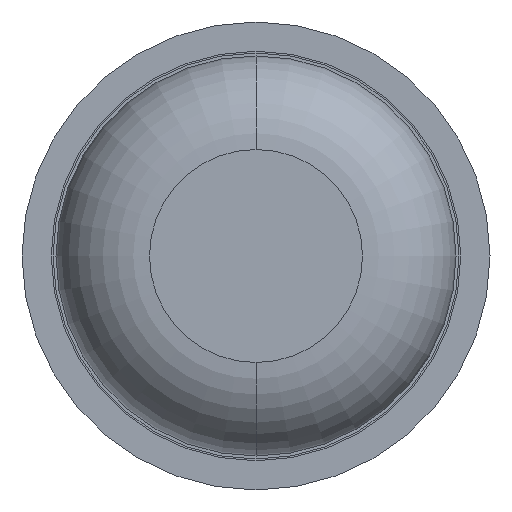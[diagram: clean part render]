
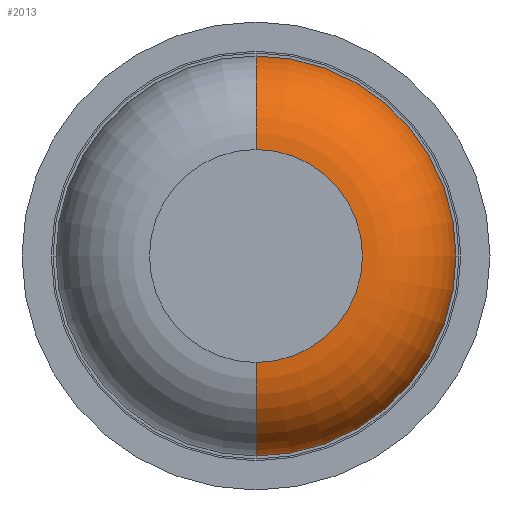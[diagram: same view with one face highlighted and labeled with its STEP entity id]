
A CAD part, front view. The second image highlights one B-rep face of the part: STEP entity #2013.
In plain terms, the highlighted toroidal (fillet/blend) face has major radius 0.91 mm and minor radius 0.8 mm.
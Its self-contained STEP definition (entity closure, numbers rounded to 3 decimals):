
#375 = VERTEX_POINT ( 'NONE', #442 ) ;
#442 = CARTESIAN_POINT ( 'NONE',  ( 0., -30., 0.91 ) ) ;
#563 = EDGE_CURVE ( 'Defeature ausgef�hrt1_2+Defeature ausgef�hrt1_10+Defeature ausgef�hrt1_10+Defeature ausgef�hrt1_10', #1365, #2063, #1396, .T. ) ;
#792 = DIRECTION ( 'NONE',  ( 0., 0., 1. ) ) ;
#851 = DIRECTION ( 'NONE',  ( 1., 0., 0. ) ) ;
#884 = EDGE_LOOP ( 'NONE', ( #3093, #1866, #3716, #1111 ) ) ;
#986 = TOROIDAL_SURFACE ( 'NONE', #1271, 0.91, 0.8 ) ;
#1104 = CARTESIAN_POINT ( 'NONE',  ( 0., -29.2, 0.91 ) ) ;
#1108 = AXIS2_PLACEMENT_3D ( 'NONE', #1104, #3034, #792 ) ;
#1111 = ORIENTED_EDGE ( 'NONE', *, *, #3027, .F. ) ;
#1174 = DIRECTION ( 'NONE',  ( 0., 1., 0. ) ) ;
#1176 = CARTESIAN_POINT ( 'NONE',  ( 0., -29.2, -0.91 ) ) ;
#1257 = EDGE_CURVE ( 'Defeature ausgef�hrt1_0+Defeature ausgef�hrt1_10+Defeature ausgef�hrt1_10+Defeature ausgef�hrt1_10', #4023, #375, #3325, .T. ) ;
#1271 = AXIS2_PLACEMENT_3D ( 'NONE', #3105, #1174, #2451 ) ;
#1285 = DIRECTION ( 'NONE',  ( 0., 1., 0. ) ) ;
#1319 = DIRECTION ( 'NONE',  ( 0., 0., 1. ) ) ;
#1365 = VERTEX_POINT ( 'NONE', #3524 ) ;
#1396 = CIRCLE ( 'NONE', #1960, 1.71 ) ;
#1477 = DIRECTION ( 'NONE',  ( 0., 0., -1. ) ) ;
#1866 = ORIENTED_EDGE ( 'NONE', *, *, #3803, .T. ) ;
#1960 = AXIS2_PLACEMENT_3D ( 'NONE', #2219, #1285, #3897 ) ;
#2013 = ADVANCED_FACE ( 'Defeature ausgef�hrt1_10', ( #3116 ), #986, .T. ) ;
#2063 = VERTEX_POINT ( 'NONE', #4177 ) ;
#2100 = AXIS2_PLACEMENT_3D ( 'NONE', #1176, #851, #1477 ) ;
#2196 = CIRCLE ( 'NONE', #2100, 0.8 ) ;
#2197 = CARTESIAN_POINT ( 'NONE',  ( 0., -30., -0.91 ) ) ;
#2219 = CARTESIAN_POINT ( 'NONE',  ( 0., -29.2, 0. ) ) ;
#2451 = DIRECTION ( 'NONE',  ( 0., 0., 1. ) ) ;
#2524 = CARTESIAN_POINT ( 'NONE',  ( 0., -30., 0. ) ) ;
#3027 = EDGE_CURVE ( 'NONE', #375, #1365, #3332, .T. ) ;
#3034 = DIRECTION ( 'NONE',  ( -1., 0., 0. ) ) ;
#3093 = ORIENTED_EDGE ( 'NONE', *, *, #1257, .F. ) ;
#3105 = CARTESIAN_POINT ( 'NONE',  ( 0., -29.2, 0. ) ) ;
#3116 = FACE_OUTER_BOUND ( 'NONE', #884, .T. ) ;
#3325 = CIRCLE ( 'NONE', #3628, 0.91 ) ;
#3332 = CIRCLE ( 'NONE', #1108, 0.8 ) ;
#3524 = CARTESIAN_POINT ( 'NONE',  ( 0., -29.2, 1.71 ) ) ;
#3563 = DIRECTION ( 'NONE',  ( 0., -1., 0. ) ) ;
#3628 = AXIS2_PLACEMENT_3D ( 'NONE', #2524, #3563, #1319 ) ;
#3716 = ORIENTED_EDGE ( 'NONE', *, *, #563, .F. ) ;
#3803 = EDGE_CURVE ( 'NONE', #4023, #2063, #2196, .T. ) ;
#3897 = DIRECTION ( 'NONE',  ( 0., 0., 1. ) ) ;
#4023 = VERTEX_POINT ( 'NONE', #2197 ) ;
#4177 = CARTESIAN_POINT ( 'NONE',  ( 0., -29.2, -1.71 ) ) ;
